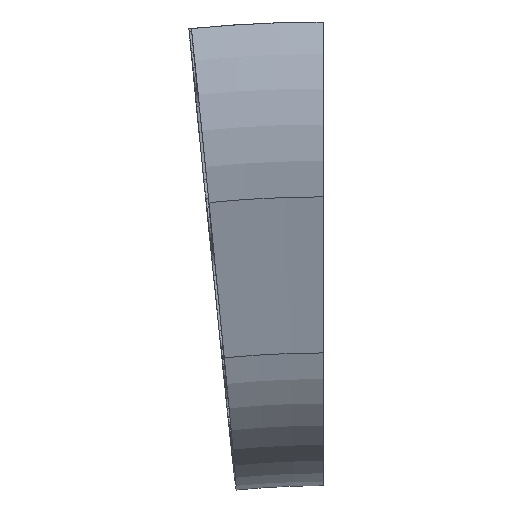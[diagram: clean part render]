
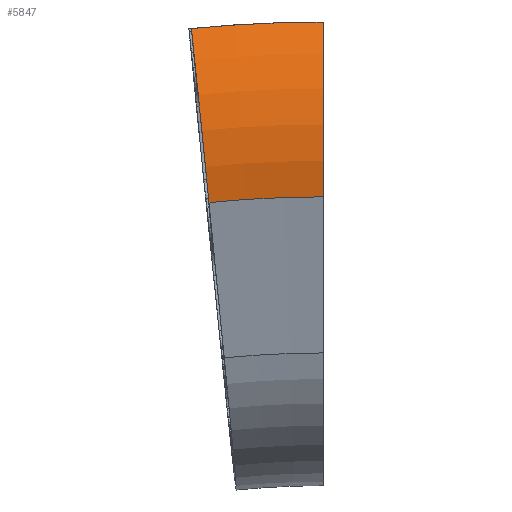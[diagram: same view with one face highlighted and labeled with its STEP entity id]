
A CAD part, left-side view. The second image highlights one B-rep face of the part: STEP entity #5847.
In plain terms, the highlighted toroidal (fillet/blend) face has major radius 218.918 mm and minor radius 39.5 mm.
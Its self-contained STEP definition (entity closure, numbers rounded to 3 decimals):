
#520 = DIRECTION ( 'NONE',  ( -0.07, 0., -0.998 ) ) ;
#527 = DIRECTION ( 'NONE',  ( 0.998, 0., -0.07 ) ) ;
#535 = CARTESIAN_POINT ( 'NONE',  ( -15.737, 0., -278.197 ) ) ;
#670 = VERTEX_POINT ( 'NONE', #6014 ) ;
#692 = VERTEX_POINT ( 'NONE', #5992 ) ;
#752 = VERTEX_POINT ( 'NONE', #5932 ) ;
#928 = ORIENTED_EDGE ( 'NONE', *, *, #1594, .T. ) ;
#929 = ORIENTED_EDGE ( 'NONE', *, *, #1598, .T. ) ;
#1111 = EDGE_LOOP ( 'NONE', ( #1934, #1933, #928, #929 ) ) ;
#1287 = CIRCLE ( 'NONE', #5166, 238.19 ) ;
#1308 = CIRCLE ( 'NONE', #6179, 206.399 ) ;
#1309 = CIRCLE ( 'NONE', #6181, 39.5 ) ;
#1314 = CIRCLE ( 'NONE', #6185, 39.5 ) ;
#1571 = EDGE_CURVE ( 'NONE', #2240, #752, #1287, .T. ) ;
#1594 = EDGE_CURVE ( 'NONE', #692, #670, #1308, .T. ) ;
#1597 = EDGE_CURVE ( 'NONE', #692, #2240, #1309, .T. ) ;
#1598 = EDGE_CURVE ( 'NONE', #670, #752, #1314, .T. ) ;
#1933 = ORIENTED_EDGE ( 'NONE', *, *, #1597, .F. ) ;
#1934 = ORIENTED_EDGE ( 'NONE', *, *, #1571, .F. ) ;
#2240 = VERTEX_POINT ( 'NONE', #4736 ) ;
#2362 = DIRECTION ( 'NONE',  ( 0., 0., 1. ) ) ;
#2363 = DIRECTION ( 'NONE',  ( 0., 1., 0. ) ) ;
#2371 = CARTESIAN_POINT ( 'NONE',  ( -0.466, 0., -59.813 ) ) ;
#2374 = DIRECTION ( 'NONE',  ( 0., 0.099, 0.995 ) ) ;
#2379 = DIRECTION ( 'NONE',  ( -0.007, 0.995, -0.099 ) ) ;
#2384 = CARTESIAN_POINT ( 'NONE',  ( -0.542, 21.819, -60.9 ) ) ;
#3517 = AXIS2_PLACEMENT_3D ( 'NONE', #535, #527, #520 ) ;
#4238 = FACE_OUTER_BOUND ( 'NONE', #1111, .T. ) ;
#4241 = TOROIDAL_SURFACE ( 'NONE', #3517, 218.918, 39.5 ) ;
#4736 = CARTESIAN_POINT ( 'NONE',  ( -33.6, 23.74, -39.366 ) ) ;
#5166 = AXIS2_PLACEMENT_3D ( 'NONE', #6263, #6454, #6465 ) ;
#5847 = ADVANCED_FACE ( 'NONE', ( #4238 ), #4241, .T. ) ;
#5932 = CARTESIAN_POINT ( 'NONE',  ( -33.517, 0., -38.183 ) ) ;
#5992 = CARTESIAN_POINT ( 'NONE',  ( -38.784, 20.571, -70.713 ) ) ;
#6014 = CARTESIAN_POINT ( 'NONE',  ( -38.712, 0., -69.688 ) ) ;
#6179 = AXIS2_PLACEMENT_3D ( 'NONE', #6271, #6269, #6268 ) ;
#6181 = AXIS2_PLACEMENT_3D ( 'NONE', #2384, #2379, #2374 ) ;
#6185 = AXIS2_PLACEMENT_3D ( 'NONE', #2371, #2363, #2362 ) ;
#6263 = CARTESIAN_POINT ( 'NONE',  ( -50.133, 0., -275.792 ) ) ;
#6268 = DIRECTION ( 'NONE',  ( -0.07, 0., -0.998 ) ) ;
#6269 = DIRECTION ( 'NONE',  ( 0.998, 0., -0.07 ) ) ;
#6271 = CARTESIAN_POINT ( 'NONE',  ( -53.11, 0., -275.584 ) ) ;
#6454 = DIRECTION ( 'NONE',  ( 0.998, 0., -0.07 ) ) ;
#6465 = DIRECTION ( 'NONE',  ( -0.07, 0., -0.998 ) ) ;
